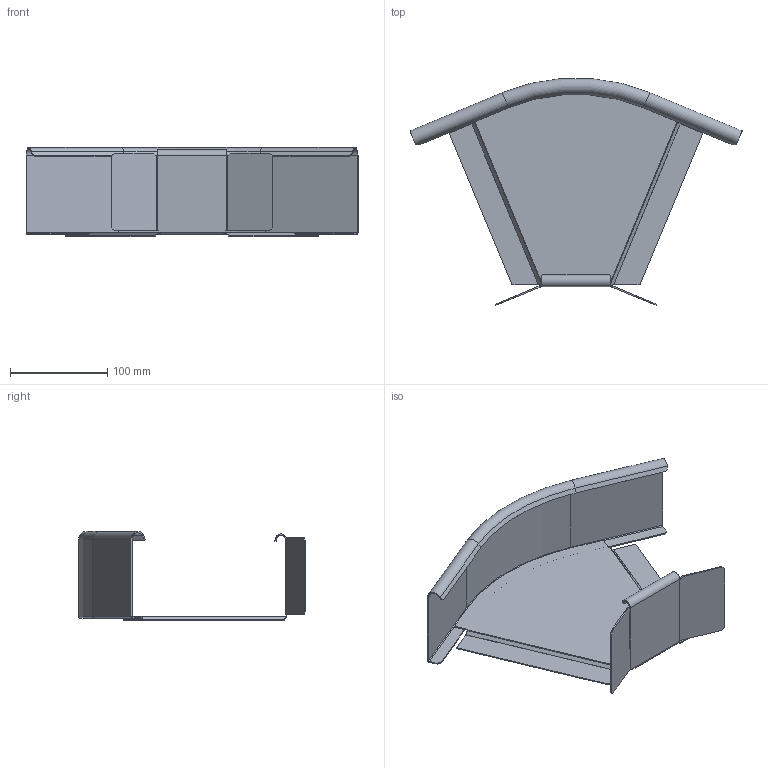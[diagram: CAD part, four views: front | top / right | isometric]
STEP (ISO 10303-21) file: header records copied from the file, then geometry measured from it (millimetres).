
FILE_DESCRIPTION((''),'2;1');
FILE_NAME('7067216_ASM','2012-11-15T',('AndreasKeweloh'),(''),'PRO/ENGINEER BY PARAMETRIC TECHNOLOGY CORPORATION, 2012230','PRO/ENGINEER BY PARAMETRIC TECHNOLOGY CORPORATION, 2012230','');
FILE_SCHEMA(('CONFIG_CONTROL_DESIGN'));
Length unit declared in the file: millimetre
Products named in the file (4): 7067216_BODENBLECH; 7067216_AUSSENHOLM; 7067216_WINKELVERBINDER; 7067216_ASM
Assembly tree (3 placements, depth 2):
  7067216_ASM
    7067216_BODENBLECH
    7067216_AUSSENHOLM
    7067216_WINKELVERBINDER
Bounding box: 342.24 x 233.72 x 91.75 mm (x, y, z)
Volume: 113626.5 mm3; surface area: 200851.2 mm2
Topology: 3 solids, 3 shells, 138 faces, 334 edges, 202 vertices
Faces by surface type: plane 89, cylinder 34, bspline 8, torus 4, cone 3
Entity records: 4264 total; most frequent: CARTESIAN_POINT 935, DIRECTION 676, ORIENTED_EDGE 668, EDGE_CURVE 334, VECTOR 250, LINE 250, AXIS2_PLACEMENT_3D 213, VERTEX_POINT 202
